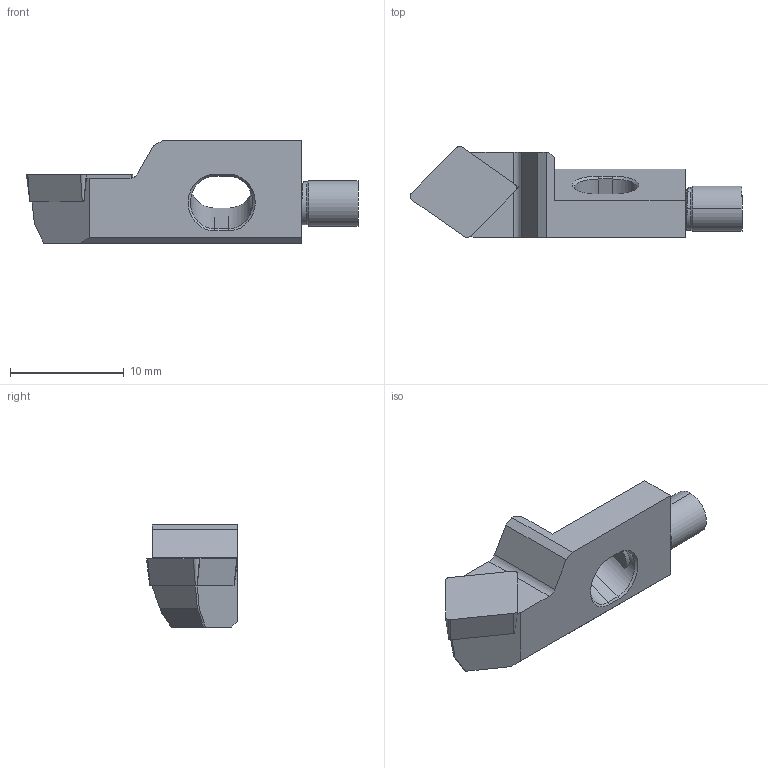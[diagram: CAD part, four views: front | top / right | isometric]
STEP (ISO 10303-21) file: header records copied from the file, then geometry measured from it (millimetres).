
FILE_DESCRIPTION (( 'STEP AP214' ), '1' );
FILE_NAME ('SCSCL-06CA-06-LIGHT.STP', '2023-11-07T11:50:38', ( '' ), ( '' ), 'SwSTEP 2.0', 'SolidWorks 2018', '' );
FILE_SCHEMA (( 'AUTOMOTIVE_DESIGN' ));
Length unit declared in the file: millimetre
Products named in the file (1): SCSCL-06CA-06-LIGHT
Bounding box: 29.22 x 8.01 x 9 mm (x, y, z)
Volume: 931.9 mm3; surface area: 916.6 mm2
Topology: 2 solids, 2 shells, 62 faces, 155 edges, 99 vertices
Faces by surface type: plane 39, cone 11, cylinder 7, bspline 5
Entity records: 3829 total; most frequent: CARTESIAN_POINT 1667, ORIENTED_EDGE 310, DIRECTION 276, EDGE_CURVE 155, LINE 106, VECTOR 106, VERTEX_POINT 99, AXIS2_PLACEMENT_3D 85
